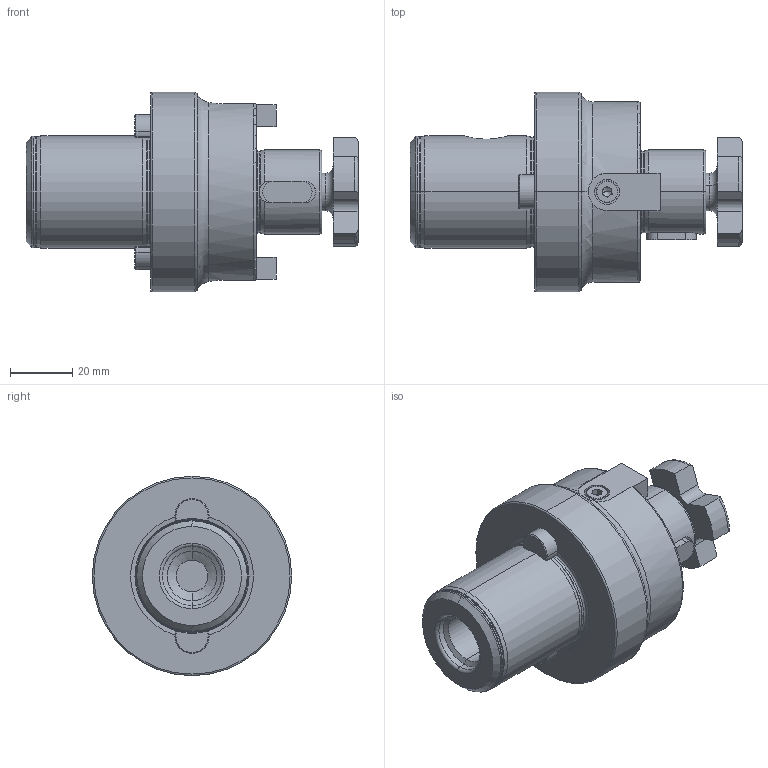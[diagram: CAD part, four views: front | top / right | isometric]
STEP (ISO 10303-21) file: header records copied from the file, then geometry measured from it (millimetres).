
FILE_DESCRIPTION (( 'STEP AP203' ), '1' );
FILE_NAME ('ST6-D27.002.034.STEP', '2016-02-12T10:14:47', ( 'SWIAdmin' ), ( 'Hewlett-Packard Company' ), 'SwSTEP 2.0', 'SolidWorks 2015', '' );
FILE_SCHEMA (( 'CONFIG_CONTROL_DESIGN' ));
Length unit declared in the file: millimetre
Products named in the file (7): D27-ER2.002.012_A; ISO 4762 - M4 x 10; D27-ER3.001.018_A; ST6-D27.002.034; ST6-D27.002.034_A; ST6-ER2.001.012_A; D27-ER1.001.022_A
Assembly tree (9 placements, depth 2):
  ST6-D27.002.034
    ST6-D27.002.034_A
    ST6-ER2.001.012_A  x2
    D27-ER1.001.022_A
    D27-ER2.002.012_A  x2
    ISO 4762 - M4 x 10  x2
    D27-ER3.001.018_A
Bounding box: 106.62 x 64 x 64 mm (x, y, z)
Volume: 145151.3 mm3; surface area: 30890.5 mm2
Topology: 9 solids, 9 shells, 271 faces, 612 edges, 360 vertices
Faces by surface type: cylinder 86, plane 76, cone 59, torus 50
Entity records: 7202 total; most frequent: CARTESIAN_POINT 1539, DIRECTION 1121, ORIENTED_EDGE 954, EDGE_CURVE 477, AXIS2_PLACEMENT_3D 461, VERTEX_POINT 283, CIRCLE 238, EDGE_LOOP 226
